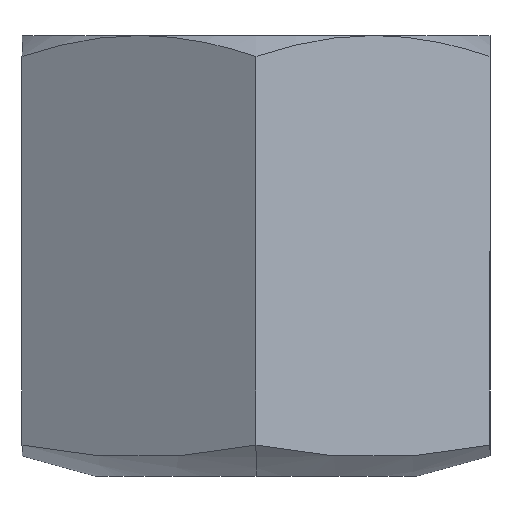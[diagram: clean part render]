
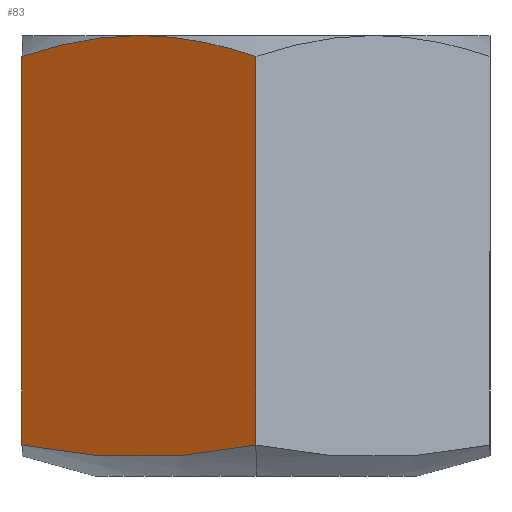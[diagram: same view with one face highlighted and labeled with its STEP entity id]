
A CAD part, front view. The second image highlights one B-rep face of the part: STEP entity #83.
In plain terms, the highlighted planar face has unit normal (-0.5, -0.866, 0).
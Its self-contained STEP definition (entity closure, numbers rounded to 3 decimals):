
#7 = EDGE_LOOP ( 'NONE', ( #9, #74, #82, #81, #80 ) ) ;
#9 = ORIENTED_EDGE ( 'NONE', *, *, #125, .T. ) ;
#40 = VERTEX_POINT ( 'NONE', #667 ) ;
#74 = ORIENTED_EDGE ( 'NONE', *, *, #75, .T. ) ;
#75 = EDGE_CURVE ( 'NONE', #94, #40, #745, .T. ) ;
#76 = EDGE_CURVE ( 'NONE', #206, #77, #719, .T. ) ;
#77 = VERTEX_POINT ( 'NONE', #726 ) ;
#78 = EDGE_CURVE ( 'NONE', #206, #40, #712, .T. ) ;
#80 = ORIENTED_EDGE ( 'NONE', *, *, #215, .T. ) ;
#81 = ORIENTED_EDGE ( 'NONE', *, *, #76, .T. ) ;
#82 = ORIENTED_EDGE ( 'NONE', *, *, #78, .F. ) ;
#83 = ADVANCED_FACE ( 'NONE', ( #735 ), #693, .F. ) ;
#94 = VERTEX_POINT ( 'NONE', #829 ) ;
#124 = VERTEX_POINT ( 'NONE', #815 ) ;
#125 = EDGE_CURVE ( 'NONE', #124, #94, #812, .T. ) ;
#206 = VERTEX_POINT ( 'NONE', #486 ) ;
#215 = EDGE_CURVE ( 'NONE', #77, #124, #482, .T. ) ;
#391 = CARTESIAN_POINT ( 'NONE',  ( -9.5, -5.485, 17.151 ) ) ;
#392 = CARTESIAN_POINT ( 'NONE',  ( -8.725, -5.932, 17.41 ) ) ;
#393 = CARTESIAN_POINT ( 'NONE',  ( -7.943, -6.384, 17.623 ) ) ;
#394 = CARTESIAN_POINT ( 'NONE',  ( -6.757, -7.069, 17.845 ) ) ;
#395 = CARTESIAN_POINT ( 'NONE',  ( -6.359, -7.298, 17.902 ) ) ;
#396 = CARTESIAN_POINT ( 'NONE',  ( -5.558, -7.761, 17.98 ) ) ;
#482 = B_SPLINE_CURVE_WITH_KNOTS ( 'NONE', 3,
 ( #488, #487, #396, #395, #394, #393, #392, #391 ),
 .UNSPECIFIED., .F., .F.,
 ( 4, 2, 2, 4 ),
 ( 0.006, 0.007, 0.008, 0.011 ),
 .UNSPECIFIED. ) ;
#486 = CARTESIAN_POINT ( 'NONE',  ( 0., -10.97, 17.151 ) ) ;
#487 = CARTESIAN_POINT ( 'NONE',  ( -5.153, -7.995, 18. ) ) ;
#488 = CARTESIAN_POINT ( 'NONE',  ( -4.75, -8.227, 18. ) ) ;
#667 = CARTESIAN_POINT ( 'NONE',  ( 0., -10.97, 1.371 ) ) ;
#683 = DIRECTION ( 'NONE',  ( -0.866, 0.5, 0. ) ) ;
#684 = DIRECTION ( 'NONE',  ( 0.5, 0.866, 0. ) ) ;
#693 = PLANE ( 'NONE',  #720 ) ;
#706 = CARTESIAN_POINT ( 'NONE',  ( -9.5, -5.485, 47.023 ) ) ;
#709 = DIRECTION ( 'NONE',  ( 0., 0., -1. ) ) ;
#710 = VECTOR ( 'NONE', #709, 1000. ) ;
#711 = CARTESIAN_POINT ( 'NONE',  ( 0., -10.97, 47.023 ) ) ;
#712 = LINE ( 'NONE', #711, #710 ) ;
#713 = CARTESIAN_POINT ( 'NONE',  ( -4.75, -8.227, 18. ) ) ;
#714 = CARTESIAN_POINT ( 'NONE',  ( -3.941, -8.694, 18. ) ) ;
#715 = CARTESIAN_POINT ( 'NONE',  ( -3.142, -9.156, 17.919 ) ) ;
#716 = CARTESIAN_POINT ( 'NONE',  ( -1.56, -10.069, 17.624 ) ) ;
#717 = CARTESIAN_POINT ( 'NONE',  ( -0.777, -10.521, 17.411 ) ) ;
#718 = CARTESIAN_POINT ( 'NONE',  ( 0., -10.97, 17.151 ) ) ;
#719 = B_SPLINE_CURVE_WITH_KNOTS ( 'NONE', 3,
 ( #718, #717, #716, #715, #714, #713 ),
 .UNSPECIFIED., .F., .F.,
 ( 4, 2, 4 ),
 ( 0., 0.003, 0.006 ),
 .UNSPECIFIED. ) ;
#720 = AXIS2_PLACEMENT_3D ( 'NONE', #706, #684, #683 ) ;
#722 = DIRECTION ( 'NONE',  ( -0.866, 0.5, 0. ) ) ;
#723 = DIRECTION ( 'NONE',  ( -0.5, -0.866, 0. ) ) ;
#724 = CARTESIAN_POINT ( 'NONE',  ( -4.75, -8.227, 31.432 ) ) ;
#725 = AXIS2_PLACEMENT_3D ( 'NONE', #724, #723, #722 ) ;
#726 = CARTESIAN_POINT ( 'NONE',  ( -4.75, -8.227, 18. ) ) ;
#735 = FACE_OUTER_BOUND ( 'NONE', #7, .T. ) ;
#745 = CIRCLE ( 'NONE', #725, 30.557 ) ;
#795 = DIRECTION ( 'NONE',  ( 0., 0., -1. ) ) ;
#796 = VECTOR ( 'NONE', #795, 1000. ) ;
#797 = CARTESIAN_POINT ( 'NONE',  ( -9.5, -5.485, 47.023 ) ) ;
#812 = LINE ( 'NONE', #797, #796 ) ;
#815 = CARTESIAN_POINT ( 'NONE',  ( -9.5, -5.485, 17.151 ) ) ;
#829 = CARTESIAN_POINT ( 'NONE',  ( -9.5, -5.485, 1.371 ) ) ;
